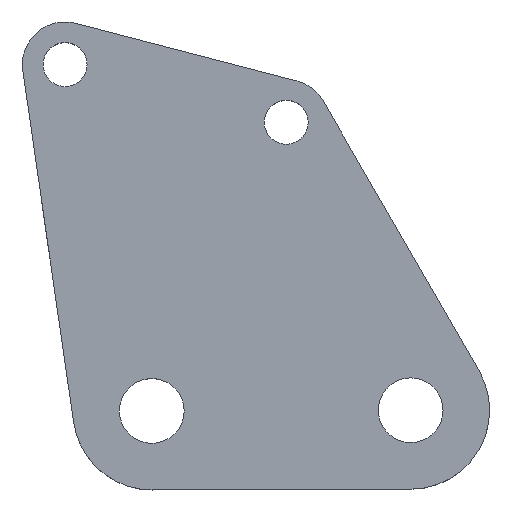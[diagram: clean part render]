
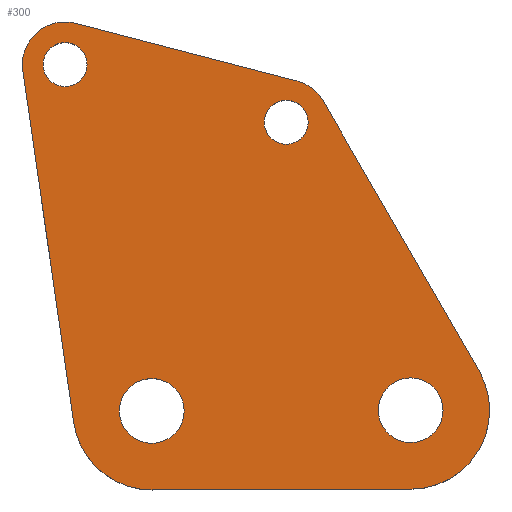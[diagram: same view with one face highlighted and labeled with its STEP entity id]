
A CAD part, top view. The second image highlights one B-rep face of the part: STEP entity #300.
In plain terms, the highlighted planar face has unit normal (0, 0, 1).
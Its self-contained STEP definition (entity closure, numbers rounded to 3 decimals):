
#7 = VERTEX_POINT ( 'NONE', #157 ) ;
#8 = CARTESIAN_POINT ( 'NONE',  ( 92.977, -91.454, 10. ) ) ;
#10 = VERTEX_POINT ( 'NONE', #666 ) ;
#13 = CIRCLE ( 'NONE', #816, 6.25 ) ;
#14 = EDGE_LOOP ( 'NONE', ( #288, #289 ) ) ;
#21 = CARTESIAN_POINT ( 'NONE',  ( 36.769, -106.843, 10. ) ) ;
#25 = CARTESIAN_POINT ( 'NONE',  ( 99.931, -83.824, 10. ) ) ;
#32 = CARTESIAN_POINT ( 'NONE',  ( 22.059, -16.721, 10. ) ) ;
#37 = DIRECTION ( 'NONE',  ( 0., 0., 1. ) ) ;
#46 = CARTESIAN_POINT ( 'NONE',  ( 0., 0., 10. ) ) ;
#50 = FACE_BOUND ( 'NONE', #386, .T. ) ;
#55 = ORIENTED_EDGE ( 'NONE', *, *, #452, .T. ) ;
#61 = ORIENTED_EDGE ( 'NONE', *, *, #162, .F. ) ;
#66 = CARTESIAN_POINT ( 'NONE',  ( 7.901, 1.143, 10. ) ) ;
#74 = DIRECTION ( 'NONE',  ( 1., 0., 0. ) ) ;
#75 = CARTESIAN_POINT ( 'NONE',  ( 86.727, -91.454, 10. ) ) ;
#77 = DIRECTION ( 'NONE',  ( 1., 0., 0. ) ) ;
#80 = VECTOR ( 'NONE', #270, 1000. ) ;
#83 = VERTEX_POINT ( 'NONE', #498 ) ;
#85 = DIRECTION ( 'NONE',  ( 0., 0., 1. ) ) ;
#91 = DIRECTION ( 'NONE',  ( 1., 0., 0. ) ) ;
#112 = EDGE_LOOP ( 'NONE', ( #603, #280 ) ) ;
#114 = EDGE_CURVE ( 'NONE', #231, #320, #624, .T. ) ;
#124 = DIRECTION ( 'NONE',  ( -1., -0.003, 0. ) ) ;
#131 = AXIS2_PLACEMENT_3D ( 'NONE', #590, #85, #195 ) ;
#146 = LINE ( 'NONE', #329, #80 ) ;
#147 = EDGE_CURVE ( 'NONE', #630, #608, #196, .T. ) ;
#149 = CARTESIAN_POINT ( 'NONE',  ( 0.299, -106.945, 10. ) ) ;
#157 = CARTESIAN_POINT ( 'NONE',  ( 11.812, -25.885, 10. ) ) ;
#159 = CARTESIAN_POINT ( 'NONE',  ( 15.727, -24.704, 10. ) ) ;
#160 = ORIENTED_EDGE ( 'NONE', *, *, #147, .T. ) ;
#162 = EDGE_CURVE ( 'NONE', #83, #608, #728, .T. ) ;
#167 = CARTESIAN_POINT ( 'NONE',  ( 69.819, -31.716, 10. ) ) ;
#175 = AXIS2_PLACEMENT_3D ( 'NONE', #235, #610, #752 ) ;
#184 = CARTESIAN_POINT ( 'NONE',  ( 36.727, -91.593, 10. ) ) ;
#195 = DIRECTION ( 'NONE',  ( 1., 0., 0. ) ) ;
#196 = CIRCLE ( 'NONE', #520, 15.25 ) ;
#197 = CARTESIAN_POINT ( 'NONE',  ( -2.679, -10.267, 10. ) ) ;
#202 = ORIENTED_EDGE ( 'NONE', *, *, #444, .F. ) ;
#207 = ORIENTED_EDGE ( 'NONE', *, *, #734, .F. ) ;
#210 = CIRCLE ( 'NONE', #474, 4.25 ) ;
#211 = DIRECTION ( 'NONE',  ( 1., 0., 0. ) ) ;
#220 = VERTEX_POINT ( 'NONE', #583 ) ;
#223 = CARTESIAN_POINT ( 'NONE',  ( 58.426, -35.844, 10. ) ) ;
#225 = CIRCLE ( 'NONE', #795, 4.25 ) ;
#227 = CARTESIAN_POINT ( 'NONE',  ( 62.676, -35.844, 10. ) ) ;
#231 = VERTEX_POINT ( 'NONE', #8 ) ;
#232 = CARTESIAN_POINT ( 'NONE',  ( 66.926, -35.844, 10. ) ) ;
#234 = AXIS2_PLACEMENT_3D ( 'NONE', #459, #718, #326 ) ;
#235 = CARTESIAN_POINT ( 'NONE',  ( 86.727, -91.454, 10. ) ) ;
#238 = VECTOR ( 'NONE', #517, 1000. ) ;
#241 = DIRECTION ( 'NONE',  ( 0., 0., 1. ) ) ;
#242 = FACE_BOUND ( 'NONE', #14, .T. ) ;
#248 = EDGE_CURVE ( 'NONE', #287, #220, #256, .T. ) ;
#256 = CIRCLE ( 'NONE', #637, 6.25 ) ;
#259 = VERTEX_POINT ( 'NONE', #322 ) ;
#260 = EDGE_CURVE ( 'NONE', #453, #797, #720, .T. ) ;
#270 = DIRECTION ( 'NONE',  ( 0.5, -0.866, 0. ) ) ;
#271 = VECTOR ( 'NONE', #124, 1000. ) ;
#274 = DIRECTION ( 'NONE',  ( 1., 0., 0. ) ) ;
#280 = ORIENTED_EDGE ( 'NONE', *, *, #248, .F. ) ;
#282 = CARTESIAN_POINT ( 'NONE',  ( 62.676, -35.844, 10. ) ) ;
#286 = DIRECTION ( 'NONE',  ( 0., 0., 1. ) ) ;
#287 = VERTEX_POINT ( 'NONE', #556 ) ;
#288 = ORIENTED_EDGE ( 'NONE', *, *, #682, .F. ) ;
#289 = ORIENTED_EDGE ( 'NONE', *, *, #114, .F. ) ;
#300 = ADVANCED_FACE ( 'NONE', ( #799, #50, #621, #242, #628 ), #496, .T. ) ;
#310 = CARTESIAN_POINT ( 'NONE',  ( 86.727, -91.454, 10. ) ) ;
#319 = VECTOR ( 'NONE', #829, 1000. ) ;
#320 = VERTEX_POINT ( 'NONE', #567 ) ;
#322 = CARTESIAN_POINT ( 'NONE',  ( 64.759, -27.861, 10. ) ) ;
#326 = DIRECTION ( 'NONE',  ( 1., 0., 0. ) ) ;
#329 = CARTESIAN_POINT ( 'NONE',  ( 38.601, 22.306, 10. ) ) ;
#330 = ORIENTED_EDGE ( 'NONE', *, *, #582, .F. ) ;
#334 = DIRECTION ( 'NONE',  ( 1., 0., 0. ) ) ;
#355 = AXIS2_PLACEMENT_3D ( 'NONE', #282, #462, #211 ) ;
#359 = VERTEX_POINT ( 'NONE', #167 ) ;
#369 = DIRECTION ( 'NONE',  ( 0., 0., 1. ) ) ;
#379 = CARTESIAN_POINT ( 'NONE',  ( 36.727, -91.593, 10. ) ) ;
#382 = EDGE_CURVE ( 'NONE', #508, #10, #225, .T. ) ;
#383 = CARTESIAN_POINT ( 'NONE',  ( 62.676, -35.844, 10. ) ) ;
#386 = EDGE_LOOP ( 'NONE', ( #629, #207 ) ) ;
#407 = DIRECTION ( 'NONE',  ( 0., 0., 1. ) ) ;
#410 = AXIS2_PLACEMENT_3D ( 'NONE', #379, #593, #77 ) ;
#424 = ORIENTED_EDGE ( 'NONE', *, *, #543, .T. ) ;
#427 = DIRECTION ( 'NONE',  ( 1., 0., 0. ) ) ;
#435 = EDGE_CURVE ( 'NONE', #10, #508, #210, .T. ) ;
#437 = CIRCLE ( 'NONE', #234, 8.25 ) ;
#443 = DIRECTION ( 'NONE',  ( 1., 0., 0. ) ) ;
#444 = EDGE_CURVE ( 'NONE', #630, #7, #641, .T. ) ;
#445 = VERTEX_POINT ( 'NONE', #25 ) ;
#446 = ORIENTED_EDGE ( 'NONE', *, *, #435, .F. ) ;
#451 = DIRECTION ( 'NONE',  ( 0., 0., 1. ) ) ;
#452 = EDGE_CURVE ( 'NONE', #83, #445, #460, .T. ) ;
#453 = VERTEX_POINT ( 'NONE', #223 ) ;
#459 = CARTESIAN_POINT ( 'NONE',  ( 19.977, -24.704, 10. ) ) ;
#460 = CIRCLE ( 'NONE', #175, 15.25 ) ;
#462 = DIRECTION ( 'NONE',  ( 0., 0., 1. ) ) ;
#471 = DIRECTION ( 'NONE',  ( 1., 0., 0. ) ) ;
#474 = AXIS2_PLACEMENT_3D ( 'NONE', #634, #451, #443 ) ;
#483 = AXIS2_PLACEMENT_3D ( 'NONE', #46, #685, #427 ) ;
#496 = PLANE ( 'NONE',  #483 ) ;
#498 = CARTESIAN_POINT ( 'NONE',  ( 86.769, -106.704, 10. ) ) ;
#508 = VERTEX_POINT ( 'NONE', #159 ) ;
#517 = DIRECTION ( 'NONE',  ( -0.143, 0.99, 0. ) ) ;
#519 = VERTEX_POINT ( 'NONE', #32 ) ;
#520 = AXIS2_PLACEMENT_3D ( 'NONE', #812, #241, #74 ) ;
#532 = EDGE_LOOP ( 'NONE', ( #330, #650, #654, #202, #160, #61, #55, #572, #424 ) ) ;
#543 = EDGE_CURVE ( 'NONE', #359, #259, #726, .T. ) ;
#552 = CARTESIAN_POINT ( 'NONE',  ( 19.977, -24.704, 10. ) ) ;
#553 = DIRECTION ( 'NONE',  ( 1., 0., 0. ) ) ;
#556 = CARTESIAN_POINT ( 'NONE',  ( 42.977, -91.593, 10. ) ) ;
#563 = ORIENTED_EDGE ( 'NONE', *, *, #382, .F. ) ;
#567 = CARTESIAN_POINT ( 'NONE',  ( 80.477, -91.454, 10. ) ) ;
#572 = ORIENTED_EDGE ( 'NONE', *, *, #745, .F. ) ;
#582 = EDGE_CURVE ( 'NONE', #519, #259, #769, .T. ) ;
#583 = CARTESIAN_POINT ( 'NONE',  ( 30.477, -91.593, 10. ) ) ;
#585 = AXIS2_PLACEMENT_3D ( 'NONE', #227, #662, #91 ) ;
#590 = CARTESIAN_POINT ( 'NONE',  ( 19.977, -24.704, 10. ) ) ;
#593 = DIRECTION ( 'NONE',  ( 0., 0., 1. ) ) ;
#595 = CIRCLE ( 'NONE', #131, 8.25 ) ;
#603 = ORIENTED_EDGE ( 'NONE', *, *, #742, .F. ) ;
#607 = CIRCLE ( 'NONE', #355, 4.25 ) ;
#608 = VERTEX_POINT ( 'NONE', #21 ) ;
#609 = DIRECTION ( 'NONE',  ( 1., 0., 0. ) ) ;
#610 = DIRECTION ( 'NONE',  ( 0., 0., 1. ) ) ;
#615 = EDGE_CURVE ( 'NONE', #519, #825, #595, .T. ) ;
#621 = FACE_BOUND ( 'NONE', #758, .T. ) ;
#624 = CIRCLE ( 'NONE', #672, 6.25 ) ;
#628 = FACE_BOUND ( 'NONE', #112, .T. ) ;
#629 = ORIENTED_EDGE ( 'NONE', *, *, #260, .F. ) ;
#630 = VERTEX_POINT ( 'NONE', #721 ) ;
#633 = DIRECTION ( 'NONE',  ( 0., 0., 1. ) ) ;
#634 = CARTESIAN_POINT ( 'NONE',  ( 19.977, -24.704, 10. ) ) ;
#637 = AXIS2_PLACEMENT_3D ( 'NONE', #184, #633, #274 ) ;
#641 = LINE ( 'NONE', #66, #238 ) ;
#649 = EDGE_CURVE ( 'NONE', #825, #7, #437, .T. ) ;
#650 = ORIENTED_EDGE ( 'NONE', *, *, #615, .T. ) ;
#654 = ORIENTED_EDGE ( 'NONE', *, *, #649, .T. ) ;
#662 = DIRECTION ( 'NONE',  ( 0., 0., 1. ) ) ;
#666 = CARTESIAN_POINT ( 'NONE',  ( 24.227, -24.704, 10. ) ) ;
#672 = AXIS2_PLACEMENT_3D ( 'NONE', #310, #37, #553 ) ;
#679 = CARTESIAN_POINT ( 'NONE',  ( 11.727, -24.704, 10. ) ) ;
#682 = EDGE_CURVE ( 'NONE', #320, #231, #13, .T. ) ;
#685 = DIRECTION ( 'NONE',  ( 0., 0., 1. ) ) ;
#718 = DIRECTION ( 'NONE',  ( 0., 0., 1. ) ) ;
#720 = CIRCLE ( 'NONE', #823, 4.25 ) ;
#721 = CARTESIAN_POINT ( 'NONE',  ( 21.634, -93.777, 10. ) ) ;
#725 = CIRCLE ( 'NONE', #410, 6.25 ) ;
#726 = CIRCLE ( 'NONE', #585, 8.25 ) ;
#728 = LINE ( 'NONE', #149, #271 ) ;
#734 = EDGE_CURVE ( 'NONE', #797, #453, #607, .T. ) ;
#742 = EDGE_CURVE ( 'NONE', #220, #287, #725, .T. ) ;
#745 = EDGE_CURVE ( 'NONE', #359, #445, #146, .T. ) ;
#752 = DIRECTION ( 'NONE',  ( 1., 0., 0. ) ) ;
#758 = EDGE_LOOP ( 'NONE', ( #563, #446 ) ) ;
#769 = LINE ( 'NONE', #197, #319 ) ;
#795 = AXIS2_PLACEMENT_3D ( 'NONE', #552, #407, #609 ) ;
#797 = VERTEX_POINT ( 'NONE', #232 ) ;
#799 = FACE_OUTER_BOUND ( 'NONE', #532, .T. ) ;
#812 = CARTESIAN_POINT ( 'NONE',  ( 36.727, -91.593, 10. ) ) ;
#816 = AXIS2_PLACEMENT_3D ( 'NONE', #75, #286, #334 ) ;
#823 = AXIS2_PLACEMENT_3D ( 'NONE', #383, #369, #471 ) ;
#825 = VERTEX_POINT ( 'NONE', #679 ) ;
#829 = DIRECTION ( 'NONE',  ( 0.968, -0.252, 0. ) ) ;
